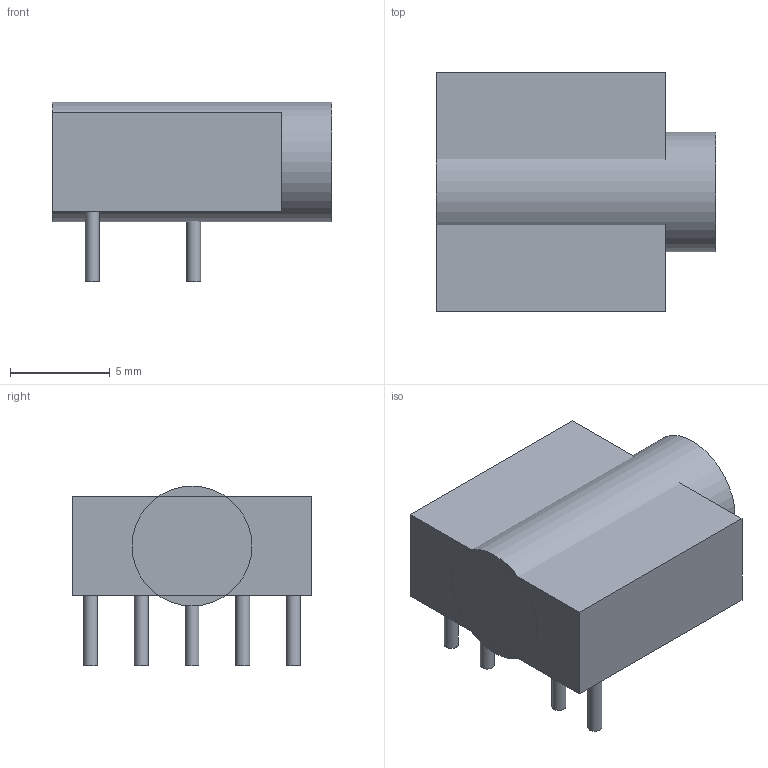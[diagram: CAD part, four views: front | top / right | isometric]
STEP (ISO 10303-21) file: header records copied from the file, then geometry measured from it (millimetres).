
FILE_DESCRIPTION(('FreeCAD Model'),'2;1');
FILE_NAME('Open CASCADE Shape Model','2022-05-26T20:01:31',('Author'),( ''),'Open CASCADE STEP processor 7.5','FreeCAD','Unknown');
FILE_SCHEMA(('AUTOMOTIVE_DESIGN { 1 0 10303 214 1 1 1 1 }'));
Length unit declared in the file: millimetre
Products named in the file (8): AudioJack; cube; cylinder005; cylinder003; cylinder001; cylinder004; cylinder; cylinder002
Assembly tree (7 placements, depth 2):
  AudioJack
    cube
    cylinder005
    cylinder003
    cylinder001
    cylinder004
    cylinder
    cylinder002
Bounding box: 14 x 12 x 9 mm (x, y, z)
Volume: 1101.2 mm3; surface area: 923.3 mm2
Topology: 7 solids, 7 shells, 24 faces, 30 edges, 20 vertices
Faces by surface type: plane 18, cylinder 6
Full cylindrical faces by diameter (mm): 0.7 x5, 6 x1
Entity records: 1072 total; most frequent: DIRECTION 166, CARTESIAN_POINT 142, LINE 66, VECTOR 66, ORIENTED_EDGE 60, PCURVE 60, DEFINITIONAL_REPRESENTATION 60, AXIS2_PLACEMENT_3D 44
